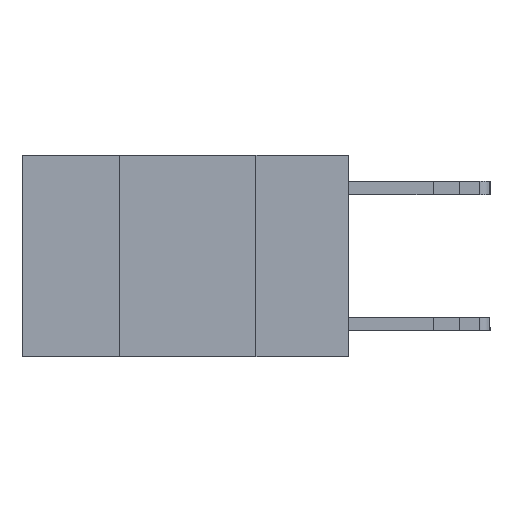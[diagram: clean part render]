
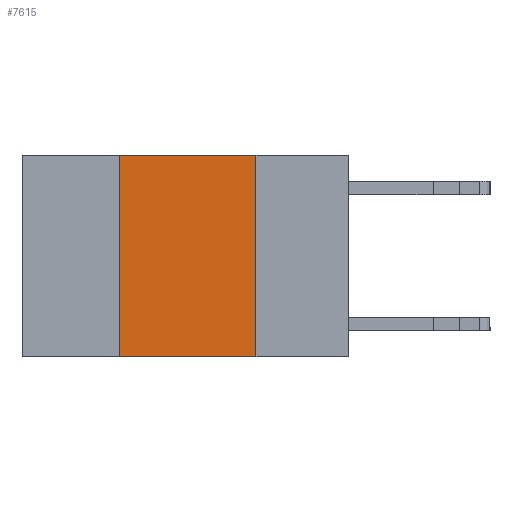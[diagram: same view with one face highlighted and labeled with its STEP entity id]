
A CAD part, left-side view. The second image highlights one B-rep face of the part: STEP entity #7615.
In plain terms, the highlighted planar face has unit normal (-1, 0, 0).
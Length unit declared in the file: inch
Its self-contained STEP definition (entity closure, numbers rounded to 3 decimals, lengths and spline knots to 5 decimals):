
#284 = EDGE_CURVE ( 'NONE', #22313, #5903, #24874, .T. ) ;
#457 = CARTESIAN_POINT ( 'NONE',  ( 0., 0.6, 0. ) ) ;
#1585 = DIRECTION ( 'NONE',  ( 0., 0., -1. ) ) ;
#1878 = VECTOR ( 'NONE', #1585, 39.37008 ) ;
#1908 = CARTESIAN_POINT ( 'NONE',  ( 0., 0.42, -0.37 ) ) ;
#1967 = ORIENTED_EDGE ( 'NONE', *, *, #17739, .F. ) ;
#2467 = VECTOR ( 'NONE', #16785, 39.37008 ) ;
#4346 = ORIENTED_EDGE ( 'NONE', *, *, #24842, .F. ) ;
#4931 = DIRECTION ( 'NONE',  ( 1., 0., 0. ) ) ;
#5903 = VERTEX_POINT ( 'NONE', #13001 ) ;
#6535 = FACE_OUTER_BOUND ( 'NONE', #16114, .T. ) ;
#6893 = CARTESIAN_POINT ( 'NONE',  ( 0., 0.6, -0.37 ) ) ;
#7615 = ADVANCED_FACE ( 'NONE', ( #6535 ), #14585, .F. ) ;
#8181 = VECTOR ( 'NONE', #24749, 39.37008 ) ;
#9195 = VECTOR ( 'NONE', #19323, 39.37008 ) ;
#10121 = VERTEX_POINT ( 'NONE', #18953 ) ;
#10855 = CARTESIAN_POINT ( 'NONE',  ( 0., 0.6, 0. ) ) ;
#11110 = ORIENTED_EDGE ( 'NONE', *, *, #284, .T. ) ;
#11290 = CARTESIAN_POINT ( 'NONE',  ( 0., 0.42, 0. ) ) ;
#12319 = AXIS2_PLACEMENT_3D ( 'NONE', #10855, #4931, #19145 ) ;
#13001 = CARTESIAN_POINT ( 'NONE',  ( 0., 0.17, -0.37 ) ) ;
#14304 = ORIENTED_EDGE ( 'NONE', *, *, #25403, .F. ) ;
#14585 = PLANE ( 'NONE',  #12319 ) ;
#16114 = EDGE_LOOP ( 'NONE', ( #1967, #4346, #14304, #11110 ) ) ;
#16785 = DIRECTION ( 'NONE',  ( 0., -1., 0. ) ) ;
#17374 = CARTESIAN_POINT ( 'NONE',  ( 0., 0.17, 0. ) ) ;
#17739 = EDGE_CURVE ( 'NONE', #10121, #5903, #21836, .T. ) ;
#18189 = VERTEX_POINT ( 'NONE', #22225 ) ;
#18825 = LINE ( 'NONE', #11290, #9195 ) ;
#18953 = CARTESIAN_POINT ( 'NONE',  ( 0., 0.17, 0. ) ) ;
#18991 = LINE ( 'NONE', #457, #2467 ) ;
#19145 = DIRECTION ( 'NONE',  ( 0., 0., -1. ) ) ;
#19323 = DIRECTION ( 'NONE',  ( 0., 0., 1. ) ) ;
#21836 = LINE ( 'NONE', #17374, #1878 ) ;
#22225 = CARTESIAN_POINT ( 'NONE',  ( 0., 0.42, 0. ) ) ;
#22313 = VERTEX_POINT ( 'NONE', #1908 ) ;
#24749 = DIRECTION ( 'NONE',  ( 0., -1., 0. ) ) ;
#24842 = EDGE_CURVE ( 'NONE', #18189, #10121, #18991, .T. ) ;
#24874 = LINE ( 'NONE', #6893, #8181 ) ;
#25403 = EDGE_CURVE ( 'NONE', #22313, #18189, #18825, .T. ) ;
